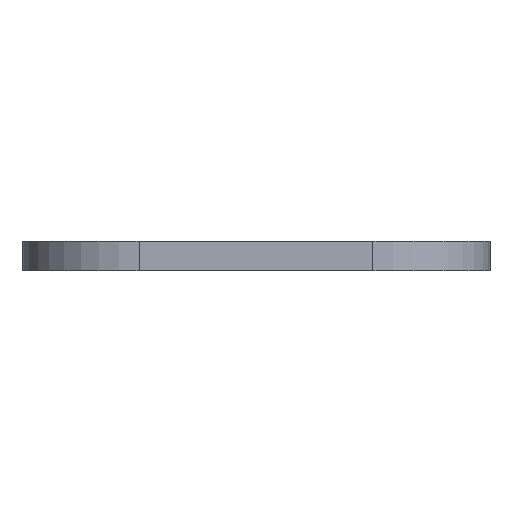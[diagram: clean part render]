
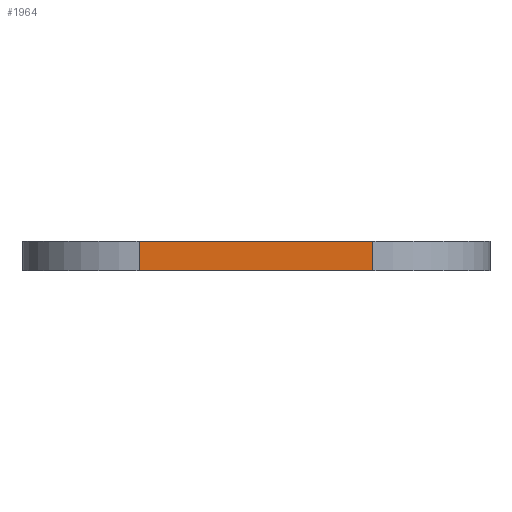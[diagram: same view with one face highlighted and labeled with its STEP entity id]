
A CAD part, front view. The second image highlights one B-rep face of the part: STEP entity #1964.
In plain terms, the highlighted planar face has unit normal (0, -1, 0).
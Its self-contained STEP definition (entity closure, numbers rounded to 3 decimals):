
#103=PLANE('',#2167);
#196=FACE_OUTER_BOUND('',#291,.T.);
#291=EDGE_LOOP('',(#1624,#1625,#1626,#1627));
#516=LINE('',#3283,#697);
#517=LINE('',#3286,#698);
#518=LINE('',#3288,#699);
#519=LINE('',#3289,#700);
#697=VECTOR('',#2718,10.);
#698=VECTOR('',#2721,10.);
#699=VECTOR('',#2722,10.);
#700=VECTOR('',#2723,10.);
#981=VERTEX_POINT('',#3279);
#982=VERTEX_POINT('',#3281);
#983=VERTEX_POINT('',#3285);
#984=VERTEX_POINT('',#3287);
#1256=EDGE_CURVE('',#981,#982,#516,.T.);
#1257=EDGE_CURVE('',#983,#981,#517,.T.);
#1258=EDGE_CURVE('',#984,#982,#518,.T.);
#1259=EDGE_CURVE('',#983,#984,#519,.T.);
#1624=ORIENTED_EDGE('',*,*,#1257,.T.);
#1625=ORIENTED_EDGE('',*,*,#1256,.T.);
#1626=ORIENTED_EDGE('',*,*,#1258,.F.);
#1627=ORIENTED_EDGE('',*,*,#1259,.F.);
#1964=ADVANCED_FACE('',(#196),#103,.T.);
#2167=AXIS2_PLACEMENT_3D('',#3284,#2719,#2720);
#2718=DIRECTION('',(0.,0.,1.));
#2719=DIRECTION('center_axis',(0.,-1.,0.));
#2720=DIRECTION('ref_axis',(1.,0.,0.));
#2721=DIRECTION('',(1.,0.,0.));
#2722=DIRECTION('',(1.,0.,0.));
#2723=DIRECTION('',(0.,0.,1.));
#3279=CARTESIAN_POINT('',(8.,-55.,0.));
#3281=CARTESIAN_POINT('',(8.,-55.,2.));
#3283=CARTESIAN_POINT('',(8.,-55.,0.));
#3284=CARTESIAN_POINT('Origin',(-7.99,-55.,0.));
#3285=CARTESIAN_POINT('',(-7.99,-55.,0.));
#3286=CARTESIAN_POINT('',(-7.99,-55.,0.));
#3287=CARTESIAN_POINT('',(-7.99,-55.,2.));
#3288=CARTESIAN_POINT('',(-7.99,-55.,2.));
#3289=CARTESIAN_POINT('',(-7.99,-55.,0.));
